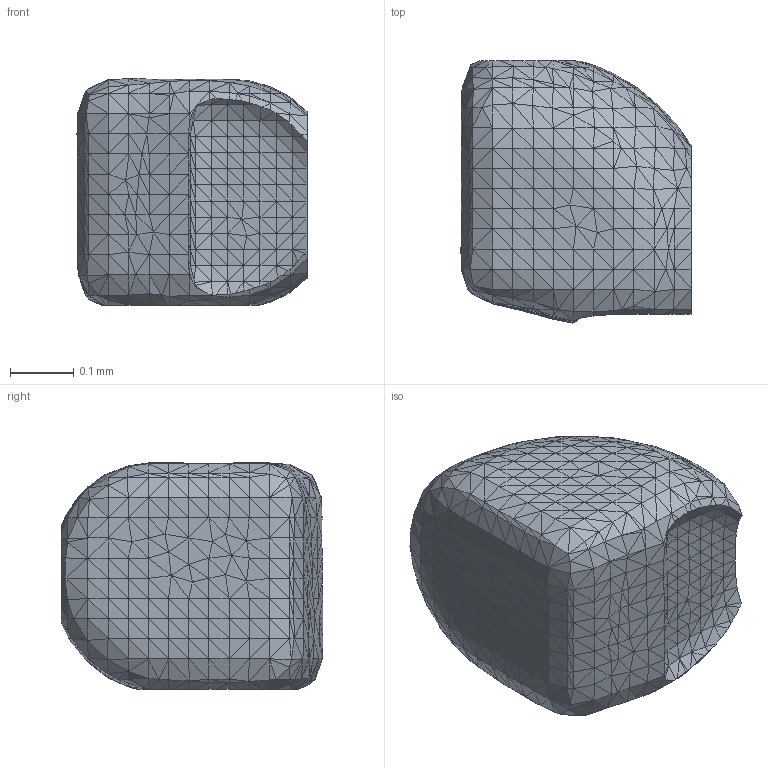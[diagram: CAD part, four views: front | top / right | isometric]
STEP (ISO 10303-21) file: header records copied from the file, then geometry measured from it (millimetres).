
FILE_DESCRIPTION(('FreeCAD Model'),'2;1');
FILE_NAME('Particle1.step','2020-11-16T22:10:50', ('FreeCAD'),('FreeCAD'),'Open CASCADE STEP processor 7.4','FreeCAD', 'Unknown');
FILE_SCHEMA(('AUTOMOTIVE_DESIGN { 1 0 10303 214 1 1 1 1 }'));
Products named in the file (1): Open CASCADE STEP translator 7.4 4
Bounding box: 0.36 x 0.41 x 0.36 mm (x, y, z)
Volume: 0 mm3; surface area: 0.6 mm2
Topology: 1 solids, 1 shells, 1200 faces, 1991 edges, 793 vertices
Faces by surface type: plane 1200
Entity records: 48779 total; most frequent: CARTESIAN_POINT 10212, DIRECTION 6130, ORIENTED_EDGE 3982, PCURVE 3982, DEFINITIONAL_REPRESENTATION 3982, LINE 3728, VECTOR 3728, B_SPLINE_CURVE_WITH_KNOTS 2245
